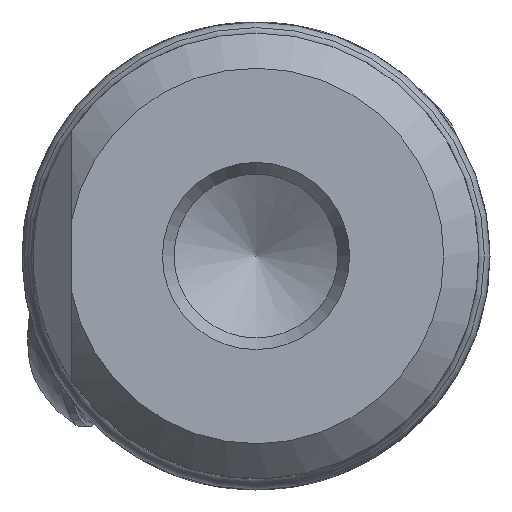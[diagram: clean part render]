
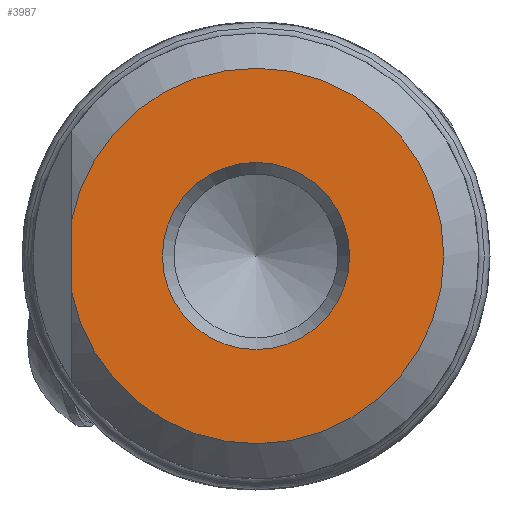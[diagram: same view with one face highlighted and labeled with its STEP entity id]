
A CAD part, left-side view. The second image highlights one B-rep face of the part: STEP entity #3987.
In plain terms, the highlighted planar face has unit normal (-1, 0, 0).
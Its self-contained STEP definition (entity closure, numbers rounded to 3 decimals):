
#402 = EDGE_CURVE ( 'NONE', #7438, #7438, #2499, .T. ) ;
#598 = AXIS2_PLACEMENT_3D ( 'NONE', #1847, #633, #4361 ) ;
#633 = DIRECTION ( 'NONE',  ( 1., 0., 0. ) ) ;
#974 = CARTESIAN_POINT ( 'NONE',  ( 0., 7.875, -1.544 ) ) ;
#1186 = PLANE ( 'NONE',  #598 ) ;
#1534 = AXIS2_PLACEMENT_3D ( 'NONE', #1654, #7761, #7845 ) ;
#1654 = CARTESIAN_POINT ( 'NONE',  ( 0., 0., 0. ) ) ;
#1760 = CARTESIAN_POINT ( 'NONE',  ( 0., 7.875, -10. ) ) ;
#1847 = CARTESIAN_POINT ( 'NONE',  ( 0., 4., 0. ) ) ;
#1953 = CARTESIAN_POINT ( 'NONE',  ( 0., 0., 4. ) ) ;
#2262 = LINE ( 'NONE', #1760, #7002 ) ;
#2349 = FACE_OUTER_BOUND ( 'NONE', #5238, .T. ) ;
#2388 = EDGE_CURVE ( 'NONE', #4834, #4938, #4059, .T. ) ;
#2499 = CIRCLE ( 'NONE', #3222, 4. ) ;
#2926 = EDGE_CURVE ( 'NONE', #4834, #4938, #2262, .T. ) ;
#3062 = CARTESIAN_POINT ( 'NONE',  ( 0., 7.875, 1.544 ) ) ;
#3222 = AXIS2_PLACEMENT_3D ( 'NONE', #6853, #3729, #5628 ) ;
#3309 = ORIENTED_EDGE ( 'NONE', *, *, #2926, .F. ) ;
#3376 = ORIENTED_EDGE ( 'NONE', *, *, #2388, .T. ) ;
#3574 = FACE_BOUND ( 'NONE', #3793, .T. ) ;
#3729 = DIRECTION ( 'NONE',  ( -1., 0., 0. ) ) ;
#3793 = EDGE_LOOP ( 'NONE', ( #7149 ) ) ;
#3987 = ADVANCED_FACE ( 'NONE', ( #3574, #2349 ), #1186, .F. ) ;
#4059 = CIRCLE ( 'NONE', #1534, 8.025 ) ;
#4361 = DIRECTION ( 'NONE',  ( 0., 0., -1. ) ) ;
#4761 = DIRECTION ( 'NONE',  ( 0., 0., 1. ) ) ;
#4834 = VERTEX_POINT ( 'NONE', #974 ) ;
#4938 = VERTEX_POINT ( 'NONE', #3062 ) ;
#5238 = EDGE_LOOP ( 'NONE', ( #3376, #3309 ) ) ;
#5628 = DIRECTION ( 'NONE',  ( 0., 0., 1. ) ) ;
#6853 = CARTESIAN_POINT ( 'NONE',  ( 0., 0., 0. ) ) ;
#7002 = VECTOR ( 'NONE', #4761, 1000. ) ;
#7149 = ORIENTED_EDGE ( 'NONE', *, *, #402, .F. ) ;
#7438 = VERTEX_POINT ( 'NONE', #1953 ) ;
#7761 = DIRECTION ( 'NONE',  ( -1., 0., 0. ) ) ;
#7845 = DIRECTION ( 'NONE',  ( 0., 0., 1. ) ) ;
